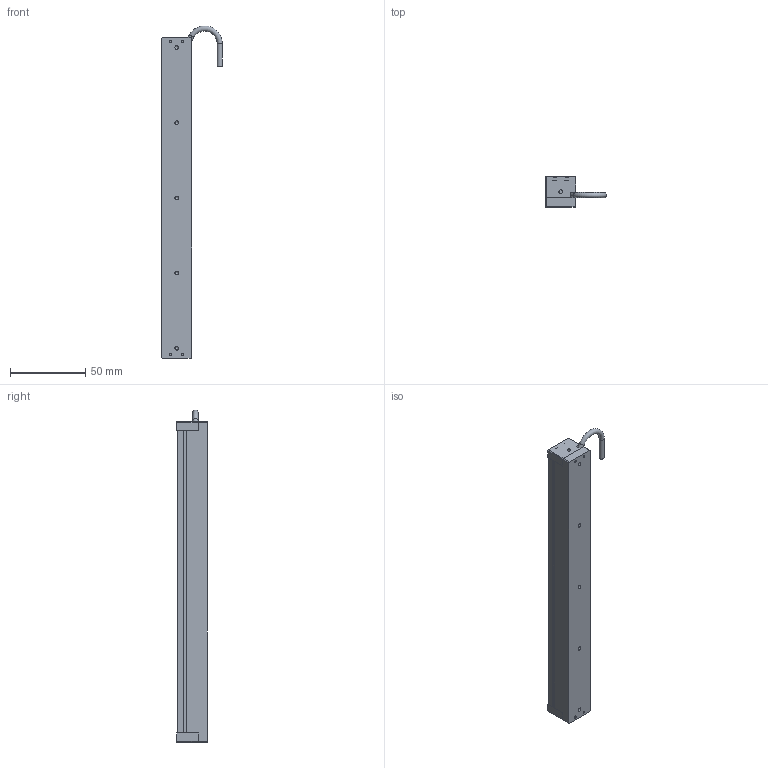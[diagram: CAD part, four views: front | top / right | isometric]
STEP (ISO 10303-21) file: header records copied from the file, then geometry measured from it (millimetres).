
FILE_DESCRIPTION (( 'STEP AP203' ), '1' );
FILE_NAME ('SL-200X15x.STEP', '2016-01-25T07:01:56', ( 'CCS Inc' ), ( 'CCS Inc' ), 'SwSTEP 2.0', 'SolidWorks 2011', '' );
FILE_SCHEMA (( 'CONFIG_CONTROL_DESIGN' ));
Length unit declared in the file: millimetre
Products named in the file (1): SL-200X15x
Bounding box: 40.26 x 20 x 220.83 mm (x, y, z)
Volume: 76664.7 mm3; surface area: 22645.4 mm2
Topology: 8 solids, 8 shells, 116 faces, 263 edges, 171 vertices
Faces by surface type: plane 63, cylinder 33, cone 11, torus 9
Full cylindrical faces by diameter (mm): 1.6 x6, 2 x4, 2.4 x4, 2.5 x7, 3.5 x2, 3.8 x4, 4.4 x4
Entity records: 2988 total; most frequent: CARTESIAN_POINT 520, DIRECTION 501, ORIENTED_EDGE 392, EDGE_CURVE 196, EDGE_LOOP 195, AXIS2_PLACEMENT_3D 190, FACE_OUTER_BOUND 156, VERTEX_POINT 155
